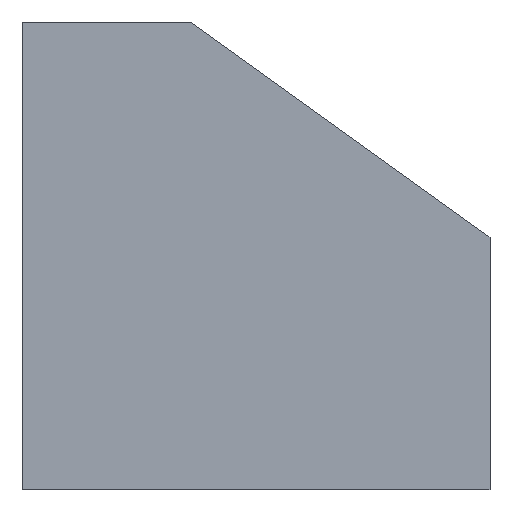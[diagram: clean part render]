
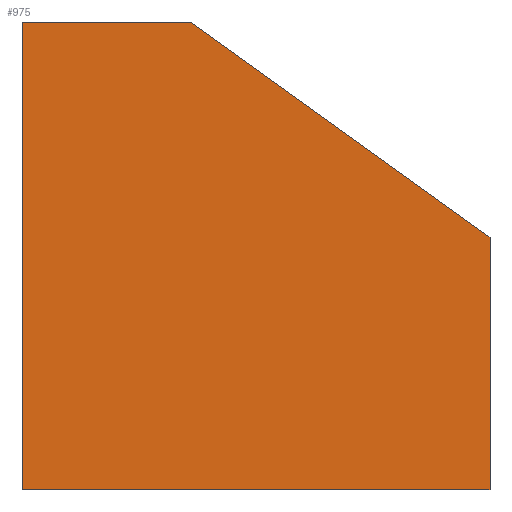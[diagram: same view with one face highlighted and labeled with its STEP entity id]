
A CAD part, left-side view. The second image highlights one B-rep face of the part: STEP entity #975.
In plain terms, the highlighted planar face has unit normal (-1, 0, 0).
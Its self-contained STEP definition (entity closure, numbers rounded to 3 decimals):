
#52=PLANE('',#1042);
#95=FACE_OUTER_BOUND('',#143,.T.);
#143=EDGE_LOOP('',(#875,#876,#877,#878,#879));
#229=LINE('',#1450,#341);
#245=LINE('',#1484,#357);
#266=LINE('',#1526,#378);
#274=LINE('',#1546,#386);
#276=LINE('',#1549,#388);
#341=VECTOR('',#1186,25.);
#357=VECTOR('',#1218,19.704);
#378=VECTOR('',#1253,9.);
#386=VECTOR('',#1277,25.);
#388=VECTOR('',#1281,13.5);
#448=VERTEX_POINT('',#1447);
#449=VERTEX_POINT('',#1449);
#458=VERTEX_POINT('',#1481);
#459=VERTEX_POINT('',#1483);
#473=VERTEX_POINT('',#1524);
#558=EDGE_CURVE('',#448,#449,#229,.T.);
#575=EDGE_CURVE('',#458,#459,#245,.T.);
#598=EDGE_CURVE('',#473,#458,#266,.T.);
#608=EDGE_CURVE('',#449,#473,#274,.T.);
#610=EDGE_CURVE('',#459,#448,#276,.T.);
#875=ORIENTED_EDGE('',*,*,#598,.F.);
#876=ORIENTED_EDGE('',*,*,#608,.F.);
#877=ORIENTED_EDGE('',*,*,#558,.F.);
#878=ORIENTED_EDGE('',*,*,#610,.F.);
#879=ORIENTED_EDGE('',*,*,#575,.F.);
#975=ADVANCED_FACE('',(#95),#52,.F.);
#1042=AXIS2_PLACEMENT_3D('',#1552,#1285,#1286);
#1186=DIRECTION('',(0.,1.,0.));
#1218=DIRECTION('',(0.,-0.812,-0.584));
#1253=DIRECTION('',(0.,-1.,0.));
#1277=DIRECTION('',(0.,0.,1.));
#1281=DIRECTION('',(0.,0.,-1.));
#1285=DIRECTION('center_axis',(1.,0.,0.));
#1286=DIRECTION('ref_axis',(0.,0.,-1.));
#1447=CARTESIAN_POINT('',(0.,-25.,0.));
#1449=CARTESIAN_POINT('',(0.,0.,0.));
#1450=CARTESIAN_POINT('',(0.,-25.,0.));
#1481=CARTESIAN_POINT('',(0.,-9.,25.));
#1483=CARTESIAN_POINT('',(0.,-25.,13.5));
#1484=CARTESIAN_POINT('',(0.,-9.,25.));
#1524=CARTESIAN_POINT('',(0.,0.,25.));
#1526=CARTESIAN_POINT('',(0.,0.,25.));
#1546=CARTESIAN_POINT('',(0.,0.,0.));
#1549=CARTESIAN_POINT('',(0.,-25.,13.5));
#1552=CARTESIAN_POINT('Origin',(0.,-11.122,10.931));
